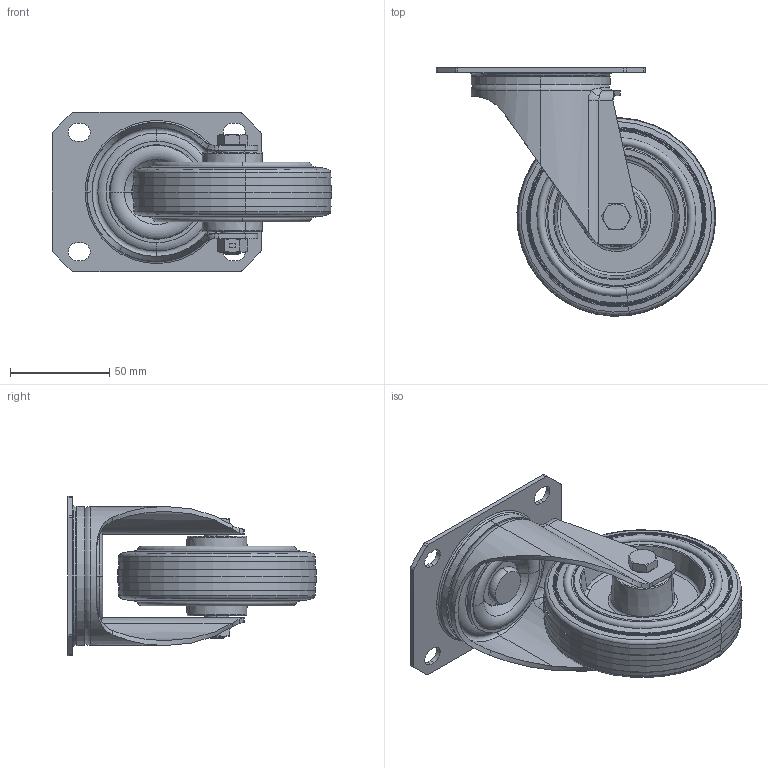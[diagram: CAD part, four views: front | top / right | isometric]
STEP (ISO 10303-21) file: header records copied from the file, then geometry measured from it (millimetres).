
FILE_DESCRIPTION (( 'STEP AP214' ), '1' );
FILE_NAME ('0056360.step', '2023-11-16T10:29:35', ( '' ), ( '' ), 'SwSTEP 2.0', 'SolidWorks 2020', '' );
FILE_SCHEMA (( 'AUTOMOTIVE_DESIGN' ));
Length unit declared in the file: millimetre
Products named in the file (1): 0056360
Bounding box: 140.46 x 124.96 x 80 mm (x, y, z)
Volume: 224882.8 mm3; surface area: 108040 mm2
Topology: 10 solids, 10 shells, 419 faces, 910 edges, 541 vertices
Faces by surface type: torus 112, plane 106, cylinder 103, cone 80, bspline 18
Entity records: 17778 total; most frequent: CARTESIAN_POINT 3718, DIRECTION 2127, ORIENTED_EDGE 1820, AXIS2_PLACEMENT_3D 922, EDGE_CURVE 910, VERTEX_POINT 541, CIRCLE 520, EDGE_LOOP 477
